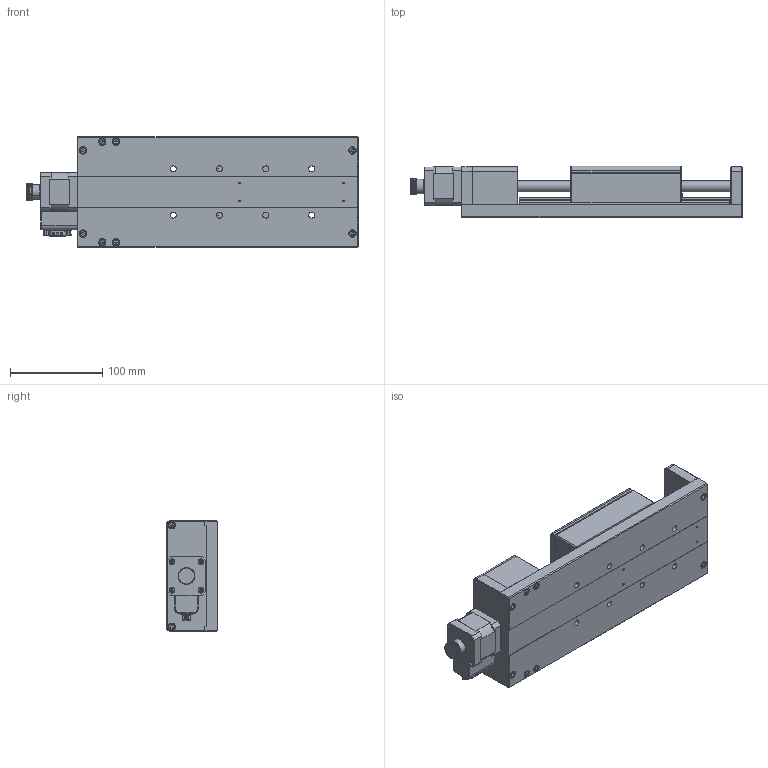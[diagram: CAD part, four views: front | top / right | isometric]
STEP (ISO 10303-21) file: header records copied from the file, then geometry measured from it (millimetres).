
FILE_DESCRIPTION (( 'STEP AP203' ), '1' );
FILE_NAME ('FMS120-100.STEP', '2022-11-17T05:44:35', ( '' ), ( '' ), 'SwSTEP 2.0', 'SolidWorks 2017', '' );
FILE_SCHEMA (( 'CONFIG_CONTROL_DESIGN' ));
Length unit declared in the file: millimetre
Products named in the file (1): FMS120-100
Bounding box: 359.6 x 56 x 120 mm (x, y, z)
Surface area: 208321.7 mm2 (no closed solid volume)
Topology: 0 solids, 106 shells, 1157 faces, 4455 edges, 3292 vertices
Faces by surface type: plane 586, cylinder 354, cone 107, bspline 60, torus 35, sphere 15
Entity records: 49395 total; most frequent: CARTESIAN_POINT 13615, DIRECTION 7304, ORIENTED_EDGE 6325, EDGE_CURVE 4407, VERTEX_POINT 3283, LINE 2478, VECTOR 2478, AXIS2_PLACEMENT_3D 2413
